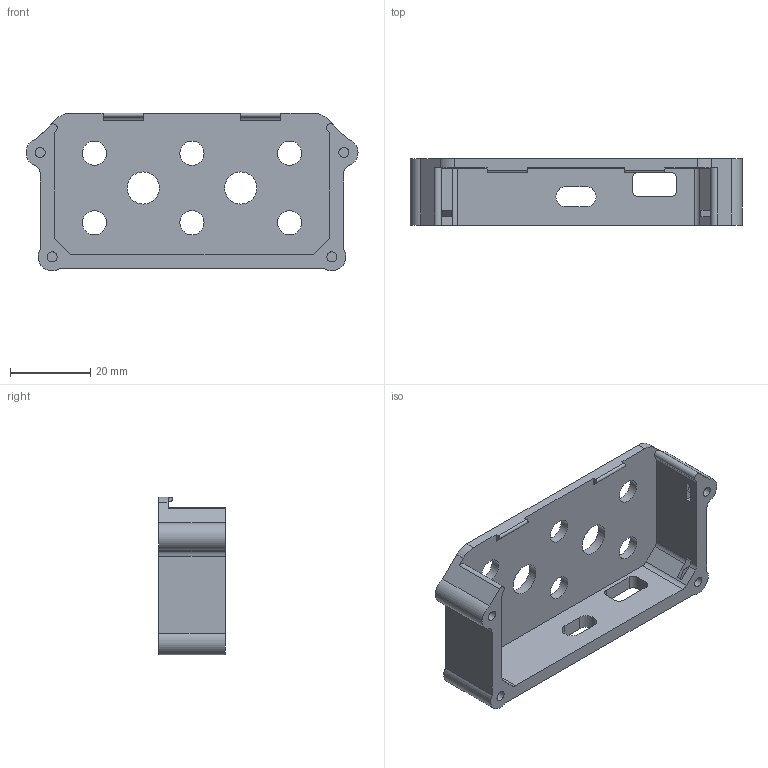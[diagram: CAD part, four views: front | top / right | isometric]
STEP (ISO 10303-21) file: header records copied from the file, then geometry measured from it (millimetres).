
FILE_DESCRIPTION(/* description */ (''),/* implementation_level */ '2;1');
FILE_NAME(/* name */ 'CoverPart1.stp',/* time_stamp */ '2020-09-16T22:44:44+07:00',/* author */ ('Asus'),/* organization */ (''),/* preprocessor_version */ 'ST-DEVELOPER v16.5',/* originating_system */ 'Autodesk Inventor 2017',/* authorisation */ '');
FILE_SCHEMA (('AUTOMOTIVE_DESIGN { 1 0 10303 214 3 1 1 }'));
Length unit declared in the file: millimetre
Products named in the file (1): CoverPart1
Bounding box: 82.51 x 16.48 x 39.25 mm (x, y, z)
Volume: 13193.6 mm3; surface area: 10722.8 mm2
Topology: 1 solids, 1 shells, 128 faces, 356 edges, 236 vertices
Faces by surface type: plane 82, cylinder 46
Full cylindrical faces by diameter (mm): 2.5 x8, 6 x6, 8 x2
Entity records: 4106 total; most frequent: CARTESIAN_POINT 705, DIRECTION 690, ORIENTED_EDGE 680, EDGE_CURVE 340, LINE 248, VECTOR 248, VERTEX_POINT 236, AXIS2_PLACEMENT_3D 221
